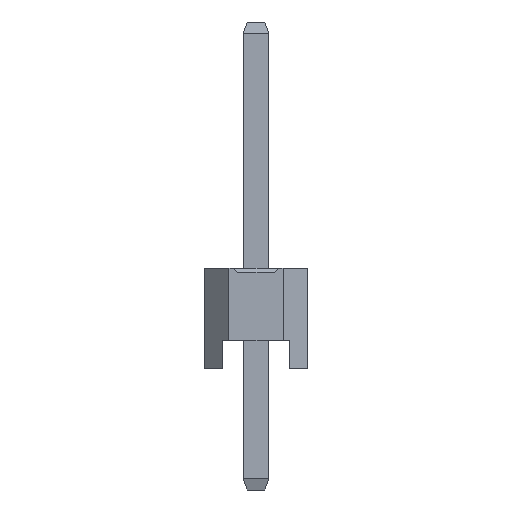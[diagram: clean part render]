
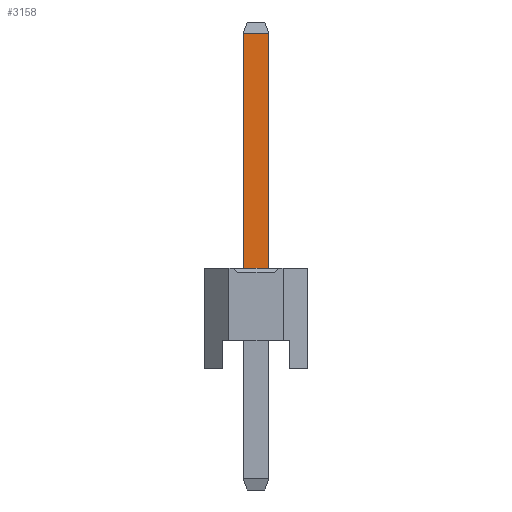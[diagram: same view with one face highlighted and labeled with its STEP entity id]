
A CAD part, left-side view. The second image highlights one B-rep face of the part: STEP entity #3158.
In plain terms, the highlighted planar face has unit normal (-1, 0, 0).
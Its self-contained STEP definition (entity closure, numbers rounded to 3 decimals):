
#3158=ADVANCED_FACE('',(#8286),#8288,.T.);
#8286=FACE_BOUND('',#8287,.T.);
#8287=EDGE_LOOP('',(#12305,#12306,#12307,#12308));
#8288=PLANE('',#8289);
#8289=AXIS2_PLACEMENT_3D('',#8290,#8291,#8292);
#8290=CARTESIAN_POINT('',(-0.32,0.32,-3.));
#8291=DIRECTION('',(-1.,0.,0.));
#8292=DIRECTION('',(0.,-1.,0.));
#12305=ORIENTED_EDGE('',*,*,#14652,.F.);
#12306=ORIENTED_EDGE('',*,*,#14647,.F.);
#12307=ORIENTED_EDGE('',*,*,#13884,.T.);
#12308=ORIENTED_EDGE('',*,*,#14651,.T.);
#13884=EDGE_CURVE('',#15878,#15882,#15884,.T.);
#14647=EDGE_CURVE('',#15878,#17026,#17029,.T.);
#14651=EDGE_CURVE('',#15882,#17033,#17035,.T.);
#14652=EDGE_CURVE('',#17026,#17033,#17036,.T.);
#15878=VERTEX_POINT('',#19294);
#15882=VERTEX_POINT('',#19302);
#15884=LINE('',#19306,#19307);
#17026=VERTEX_POINT('',#21970);
#17029=LINE('',#21977,#21978);
#17033=VERTEX_POINT('',#21987);
#17035=LINE('',#21991,#21992);
#17036=LINE('',#21994,#21995);
#19294=CARTESIAN_POINT('',(-0.32,0.32,2.5));
#19302=CARTESIAN_POINT('',(-0.32,-0.32,2.5));
#19306=CARTESIAN_POINT('',(-0.32,0.32,2.5));
#19307=VECTOR('',#19308,1.);
#19308=DIRECTION('',(0.,-1.,0.));
#21970=CARTESIAN_POINT('',(-0.32,0.32,8.325));
#21977=CARTESIAN_POINT('',(-0.32,0.32,2.5));
#21978=VECTOR('',#21979,1.);
#21979=DIRECTION('',(0.,0.,1.));
#21987=CARTESIAN_POINT('',(-0.32,-0.32,8.325));
#21991=CARTESIAN_POINT('',(-0.32,-0.32,2.5));
#21992=VECTOR('',#21993,1.);
#21993=DIRECTION('',(0.,0.,1.));
#21994=CARTESIAN_POINT('',(-0.32,0.32,8.325));
#21995=VECTOR('',#21996,1.);
#21996=DIRECTION('',(0.,-1.,0.));
